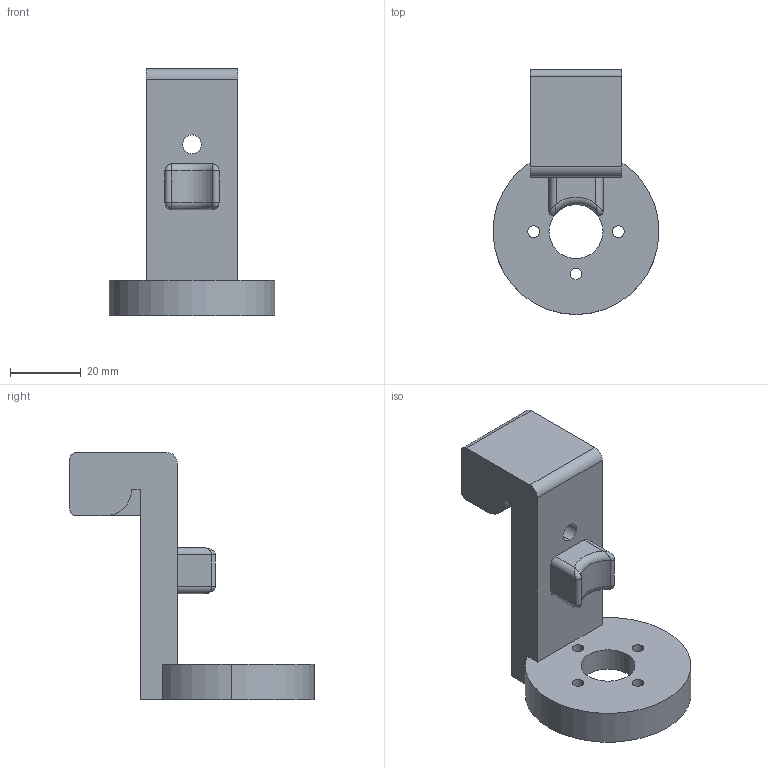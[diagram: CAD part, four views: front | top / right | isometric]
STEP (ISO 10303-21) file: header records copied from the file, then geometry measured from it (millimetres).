
FILE_DESCRIPTION (( 'STEP AP214' ), '1' );
FILE_NAME ('眻盄粣創.', '2024-07-30T12:23:11', ( '' ), ( '' ), 'SwSTEP 2.0', 'SolidWorks 2022', '' );
FILE_SCHEMA (( 'AUTOMOTIVE_DESIGN' ));
Length unit declared in the file: millimetre
Products named in the file (1): 直线轴承
Bounding box: 47 x 69.33 x 70 mm (x, y, z)
Volume: 36251.3 mm3; surface area: 13315.2 mm2
Topology: 1 solids, 1 shells, 61 faces, 155 edges, 96 vertices
Faces by surface type: cylinder 32, plane 21, torus 4, bspline 4
Entity records: 2249 total; most frequent: CARTESIAN_POINT 713, DIRECTION 325, ORIENTED_EDGE 302, EDGE_CURVE 151, AXIS2_PLACEMENT_3D 124, VERTEX_POINT 96, LINE 77, EDGE_LOOP 77
